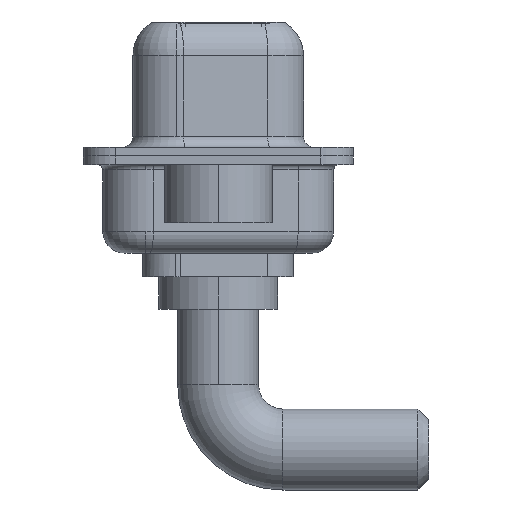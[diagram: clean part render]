
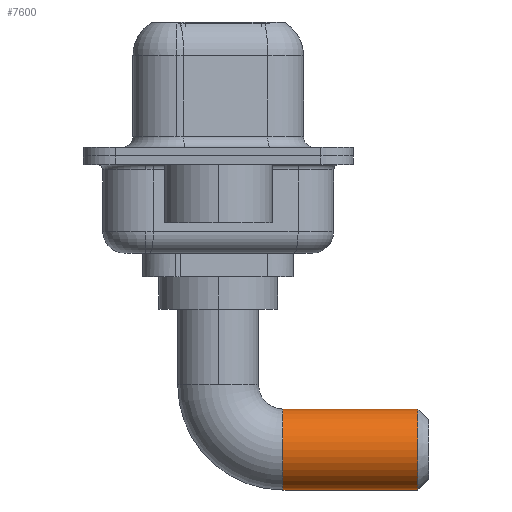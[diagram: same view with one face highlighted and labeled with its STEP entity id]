
A CAD part, left-side view. The second image highlights one B-rep face of the part: STEP entity #7600.
In plain terms, the highlighted cylindrical face has radius 1.875 mm (diameter 3.75 mm), a partial arc.
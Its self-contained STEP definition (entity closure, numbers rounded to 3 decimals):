
#573 = ORIENTED_EDGE ( 'NONE', *, *, #8689, .F. ) ;
#1145 = ORIENTED_EDGE ( 'NONE', *, *, #3866, .T. ) ;
#1632 = CARTESIAN_POINT ( 'NONE',  ( 0., -3., -8.375 ) ) ;
#1824 = EDGE_CURVE ( 'NONE', #3016, #7148, #11952, .T. ) ;
#1950 = DIRECTION ( 'NONE',  ( -1., 0., 0. ) ) ;
#2296 = EDGE_CURVE ( 'NONE', #10478, #5962, #9475, .T. ) ;
#3016 = VERTEX_POINT ( 'NONE', #9667 ) ;
#3256 = CARTESIAN_POINT ( 'NONE',  ( 0., -3., -4.625 ) ) ;
#3595 = VECTOR ( 'NONE', #8403, 1000. ) ;
#3866 = EDGE_CURVE ( 'NONE', #7148, #10478, #6426, .T. ) ;
#4866 = CYLINDRICAL_SURFACE ( 'NONE', #5153, 1.875 ) ;
#4923 = DIRECTION ( 'NONE',  ( 0., -1., 0. ) ) ;
#5033 = DIRECTION ( 'NONE',  ( 0., 0., -1. ) ) ;
#5153 = AXIS2_PLACEMENT_3D ( 'NONE', #8853, #8665, #8793 ) ;
#5585 = CARTESIAN_POINT ( 'NONE',  ( 0., -9.25, -4.625 ) ) ;
#5588 = AXIS2_PLACEMENT_3D ( 'NONE', #5895, #12011, #5033 ) ;
#5606 = EDGE_LOOP ( 'NONE', ( #573, #12276, #1145, #10004 ) ) ;
#5895 = CARTESIAN_POINT ( 'NONE',  ( 0., -9.25, -6.5 ) ) ;
#5962 = VERTEX_POINT ( 'NONE', #5585 ) ;
#6426 = LINE ( 'NONE', #1632, #3595 ) ;
#6707 = CARTESIAN_POINT ( 'NONE',  ( 0., -3., -8.375 ) ) ;
#7148 = VERTEX_POINT ( 'NONE', #6707 ) ;
#7327 = LINE ( 'NONE', #3256, #11831 ) ;
#7600 = ADVANCED_FACE ( 'NONE', ( #10813 ), #4866, .T. ) ;
#8403 = DIRECTION ( 'NONE',  ( 0., -1., 0. ) ) ;
#8665 = DIRECTION ( 'NONE',  ( 0., -1., 0. ) ) ;
#8689 = EDGE_CURVE ( 'NONE', #3016, #5962, #7327, .T. ) ;
#8793 = DIRECTION ( 'NONE',  ( 0., 0., -1. ) ) ;
#8853 = CARTESIAN_POINT ( 'NONE',  ( 0., -3., -6.5 ) ) ;
#9475 = CIRCLE ( 'NONE', #5588, 1.875 ) ;
#9667 = CARTESIAN_POINT ( 'NONE',  ( 0., -3., -4.625 ) ) ;
#10004 = ORIENTED_EDGE ( 'NONE', *, *, #2296, .T. ) ;
#10478 = VERTEX_POINT ( 'NONE', #11850 ) ;
#10809 = CARTESIAN_POINT ( 'NONE',  ( 0., -3., -6.5 ) ) ;
#10813 = FACE_OUTER_BOUND ( 'NONE', #5606, .T. ) ;
#11215 = DIRECTION ( 'NONE',  ( 0., -1., 0. ) ) ;
#11831 = VECTOR ( 'NONE', #11215, 1000. ) ;
#11850 = CARTESIAN_POINT ( 'NONE',  ( 0., -9.25, -8.375 ) ) ;
#11952 = CIRCLE ( 'NONE', #12157, 1.875 ) ;
#12011 = DIRECTION ( 'NONE',  ( 0., 1., 0. ) ) ;
#12157 = AXIS2_PLACEMENT_3D ( 'NONE', #10809, #4923, #1950 ) ;
#12276 = ORIENTED_EDGE ( 'NONE', *, *, #1824, .T. ) ;
